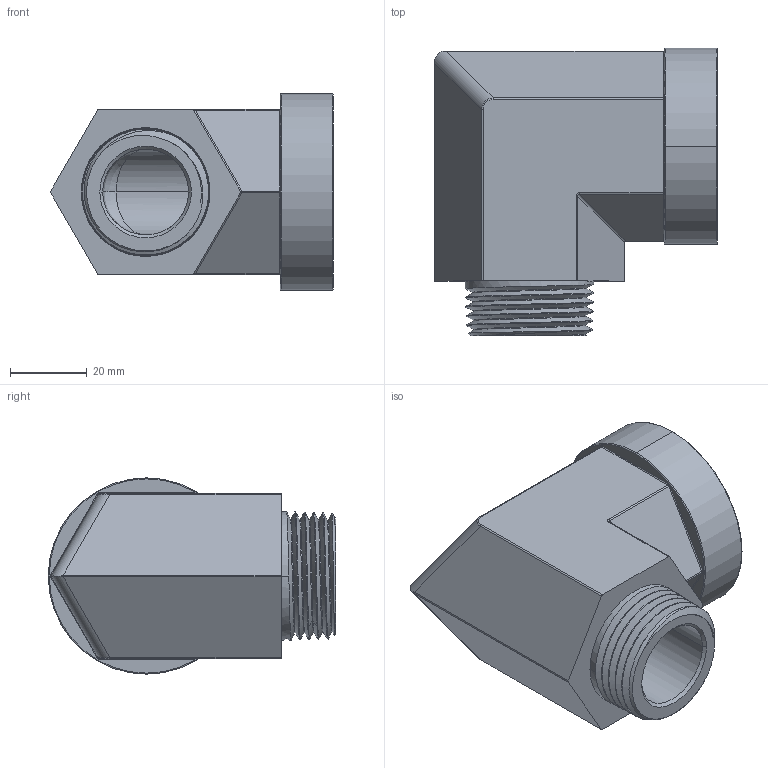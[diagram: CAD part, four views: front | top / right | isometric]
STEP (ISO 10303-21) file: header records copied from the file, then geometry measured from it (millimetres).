
FILE_DESCRIPTION((''),'2;1');
FILE_NAME('001_H-SLC_MASTER','2025-07-07T15:43:03',('Administrator'),(''),'CREO PARAMETRIC BY PTC INC, 2020184','CREO PARAMETRIC BY PTC INC, 2020184','');
FILE_SCHEMA(('AUTOMOTIVE_DESIGN { 1 0 10303 214 1 1 1 1 }'));
Length unit declared in the file: millimetre
Products named in the file (1): 001_H-SLC_MASTER
Bounding box: 73.49 x 74.7 x 51 mm (x, y, z)
Volume: 107447.9 mm3; surface area: 26549.9 mm2
Topology: 1 solids, 1 shells, 108 faces, 276 edges, 184 vertices
Faces by surface type: cylinder 31, cone 25, bspline 22, plane 20, torus 10
Entity records: 15249 total; most frequent: CARTESIAN_POINT 11863, ORIENTED_EDGE 532, DIRECTION 421, PRESENTATION_STYLE_ASSIGNMENT 278, STYLED_ITEM 278, CURVE_STYLE 277, EDGE_CURVE 266, VERTEX_POINT 163
